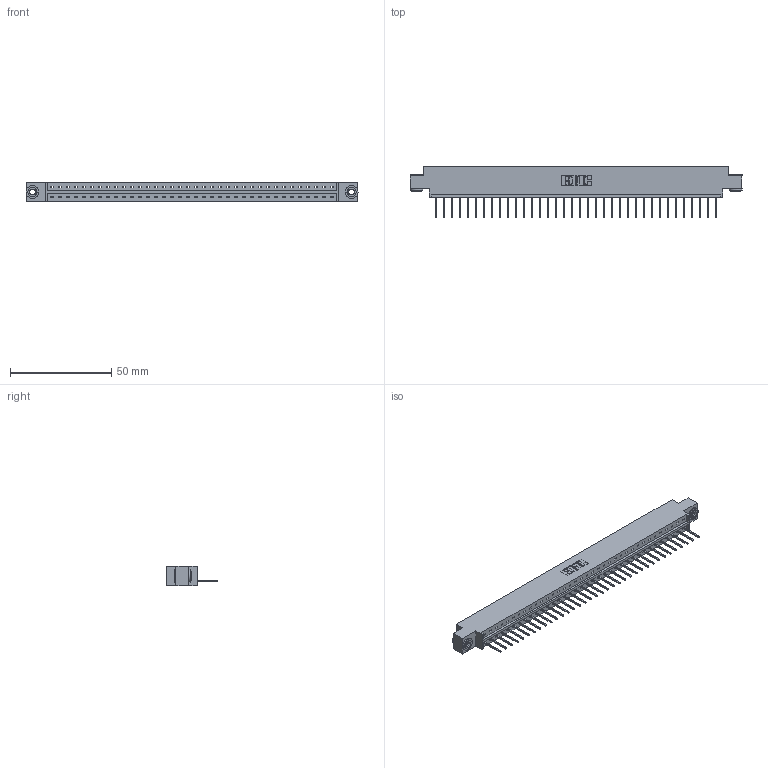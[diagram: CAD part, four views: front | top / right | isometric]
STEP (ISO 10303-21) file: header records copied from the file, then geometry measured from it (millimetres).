
FILE_DESCRIPTION (( 'STEP AP203' ), '1' );
FILE_NAME ('333-036-523-603.STEP', '2018-08-03T00:36:50', ( '' ), ( '' ), 'SwSTEP 2.0', 'SolidWorks 2016', '' );
FILE_SCHEMA (( 'CONFIG_CONTROL_DESIGN' ));
Length unit declared in the file: inch
Products named in the file (4): 345-292-001_345-293-123; 345-250-002_345-250-002-102; 333-036-523-603; 333 Part_Offset - .156 Dia - TH
Assembly tree (39 placements, depth 2):
  333-036-523-603
    333 Part_Offset - .156 Dia - TH
    345-292-001_345-293-123  x36
    345-250-002_345-250-002-102  x2
Bounding box: 164.19 x 25.15 x 9.4 mm (x, y, z)
Volume: 16247.8 mm3; surface area: 18003 mm2
Topology: 39 solids, 39 shells, 2244 faces, 6735 edges, 4438 vertices
Faces by surface type: plane 1596, cylinder 640, cone 8
Entity records: 23584 total; most frequent: CARTESIAN_POINT 4049, ORIENTED_EDGE 4014, DIRECTION 3461, EDGE_CURVE 2007, VECTOR 1855, LINE 1855, VERTEX_POINT 1334, AXIS2_PLACEMENT_3D 803
